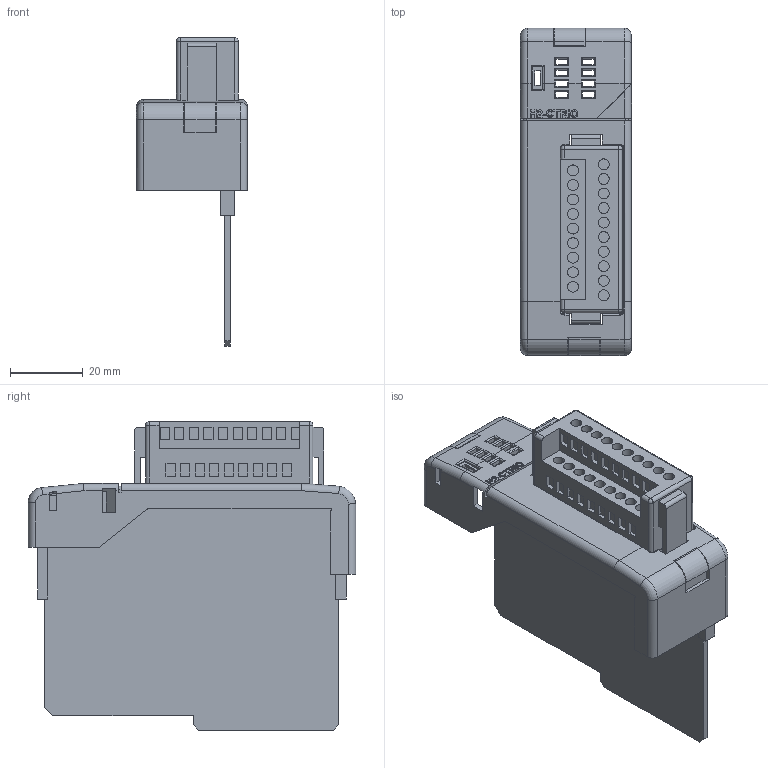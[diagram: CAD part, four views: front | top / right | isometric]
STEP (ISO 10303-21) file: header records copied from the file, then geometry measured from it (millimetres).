
FILE_DESCRIPTION (( 'STEP AP214' ), '1' );
FILE_NAME ('H2-CTRIO_ModuleCase_New.STEP', '2011-02-03T15:25:04', ( ' ' ), ( ' ' ), 'SwSTEP 2.0', 'SolidWorks 2009', '' );
FILE_SCHEMA (( 'AUTOMOTIVE_DESIGN' ));
Length unit declared in the file: millimetre
Products named in the file (1): H2-CTRIO_ModuleCase_New
Bounding box: 30.55 x 90 x 84.85 mm (x, y, z)
Volume: 30589.4 mm3; surface area: 32688 mm2
Topology: 2 solids, 2 shells, 617 faces, 1677 edges, 1089 vertices
Faces by surface type: plane 405, cylinder 158, bspline 39, torus 11, sphere 4
Entity records: 28126 total; most frequent: CARTESIAN_POINT 6027, ORIENTED_EDGE 3346, DIRECTION 2881, EDGE_CURVE 1673, VECTOR 1279, LINE 1279, VERTEX_POINT 1089, AXIS2_PLACEMENT_3D 801
